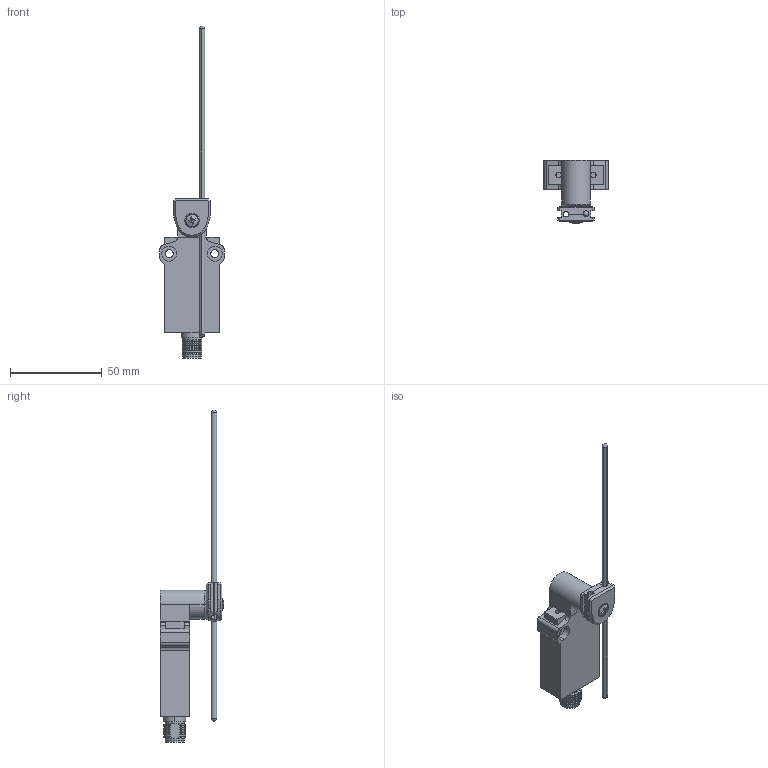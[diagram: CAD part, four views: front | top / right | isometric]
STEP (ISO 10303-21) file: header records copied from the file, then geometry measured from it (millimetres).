
FILE_DESCRIPTION (( 'STEP AP214' ), '1' );
FILE_NAME ('AEM2G7120Z11M.step', '2017-12-19T21:32:11', ( '' ), ( '' ), 'SwSTEP 2.0', 'SolidWorks 2017', '' );
FILE_SCHEMA (( 'AUTOMOTIVE_DESIGN' ));
Length unit declared in the file: inch
Products named in the file (1): AEM2G7120Z11M
Bounding box: 35 x 34.7 x 181.41 mm (x, y, z)
Volume: 33949.5 mm3; surface area: 13570.8 mm2
Topology: 6 solids, 6 shells, 272 faces, 691 edges, 446 vertices
Faces by surface type: plane 142, cylinder 85, cone 33, bspline 12
Full cylindrical faces by diameter (mm): 3.5 x2
Entity records: 17849 total; most frequent: CARTESIAN_POINT 7714, ORIENTED_EDGE 1374, DIRECTION 1317, EDGE_CURVE 687, AXIS2_PLACEMENT_3D 462, VERTEX_POINT 446, VECTOR 393, LINE 393
